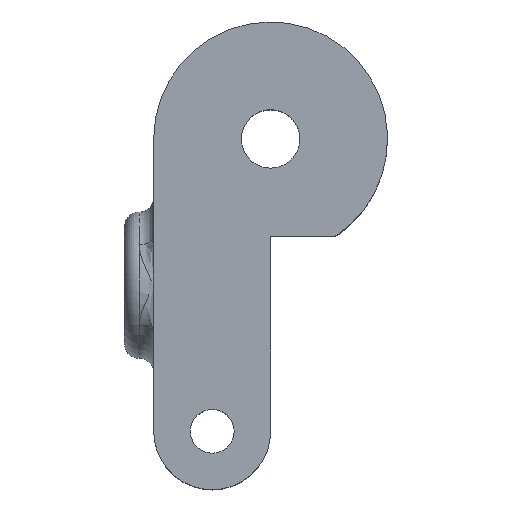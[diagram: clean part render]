
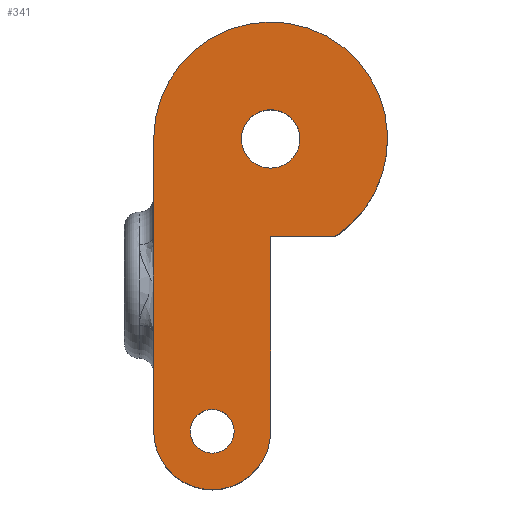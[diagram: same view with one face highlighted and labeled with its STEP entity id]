
A CAD part, top view. The second image highlights one B-rep face of the part: STEP entity #341.
In plain terms, the highlighted planar face has unit normal (0, 0, 1).
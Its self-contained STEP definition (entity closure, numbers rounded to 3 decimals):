
#17=FACE_BOUND('',#80,.T.);
#18=FACE_BOUND('',#81,.T.);
#25=PLANE('',#392);
#56=FACE_OUTER_BOUND('',#79,.T.);
#79=EDGE_LOOP('',(#288,#289,#290,#291,#292,#293,#294,#295));
#80=EDGE_LOOP('',(#296));
#81=EDGE_LOOP('',(#297));
#90=LINE('',#615,#108);
#91=LINE('',#657,#109);
#95=LINE('',#724,#113);
#96=LINE('',#736,#114);
#100=LINE('',#764,#118);
#102=LINE('',#770,#120);
#108=VECTOR('',#427,10.);
#109=VECTOR('',#438,10.);
#113=VECTOR('',#450,10.);
#114=VECTOR('',#467,10.);
#118=VECTOR('',#473,10.);
#120=VECTOR('',#479,10.);
#124=CIRCLE('',#361,1.);
#125=CIRCLE('',#363,0.75);
#143=CIRCLE('',#393,4.);
#144=CIRCLE('',#394,2.);
#148=VERTEX_POINT('',#506);
#149=VERTEX_POINT('',#510);
#154=VERTEX_POINT('',#521);
#156=VERTEX_POINT('',#606);
#157=VERTEX_POINT('',#617);
#163=VERTEX_POINT('',#722);
#166=VERTEX_POINT('',#735);
#170=VERTEX_POINT('',#744);
#171=VERTEX_POINT('',#763);
#173=VERTEX_POINT('',#769);
#177=EDGE_CURVE('',#148,#148,#124,.T.);
#178=EDGE_CURVE('',#149,#149,#125,.T.);
#188=EDGE_CURVE('',#156,#154,#90,.T.);
#193=EDGE_CURVE('',#157,#156,#91,.T.);
#201=EDGE_CURVE('',#163,#157,#95,.T.);
#206=EDGE_CURVE('',#154,#166,#96,.T.);
#211=EDGE_CURVE('',#171,#170,#100,.T.);
#214=EDGE_CURVE('',#171,#173,#102,.T.);
#218=EDGE_CURVE('',#166,#170,#143,.T.);
#219=EDGE_CURVE('',#173,#163,#144,.T.);
#288=ORIENTED_EDGE('',*,*,#214,.F.);
#289=ORIENTED_EDGE('',*,*,#211,.T.);
#290=ORIENTED_EDGE('',*,*,#218,.F.);
#291=ORIENTED_EDGE('',*,*,#206,.F.);
#292=ORIENTED_EDGE('',*,*,#188,.F.);
#293=ORIENTED_EDGE('',*,*,#193,.F.);
#294=ORIENTED_EDGE('',*,*,#201,.F.);
#295=ORIENTED_EDGE('',*,*,#219,.F.);
#296=ORIENTED_EDGE('',*,*,#177,.T.);
#297=ORIENTED_EDGE('',*,*,#178,.T.);
#341=ADVANCED_FACE('',(#56,#17,#18),#25,.T.);
#361=AXIS2_PLACEMENT_3D('',#508,#407,#408);
#363=AXIS2_PLACEMENT_3D('',#511,#411,#412);
#392=AXIS2_PLACEMENT_3D('',#776,#486,#487);
#393=AXIS2_PLACEMENT_3D('',#777,#488,#489);
#394=AXIS2_PLACEMENT_3D('',#778,#490,#491);
#407=DIRECTION('center_axis',(0.,0.,-1.));
#408=DIRECTION('ref_axis',(-1.,0.,0.));
#411=DIRECTION('center_axis',(0.,0.,-1.));
#412=DIRECTION('ref_axis',(-1.,0.,0.));
#427=DIRECTION('',(0.,1.,0.));
#438=DIRECTION('',(0.,1.,0.));
#450=DIRECTION('',(0.,1.,0.));
#467=DIRECTION('',(0.,1.,0.));
#473=DIRECTION('',(1.,0.,0.));
#479=DIRECTION('',(0.,-1.,0.));
#486=DIRECTION('center_axis',(0.,0.,1.));
#487=DIRECTION('ref_axis',(1.,0.,0.));
#488=DIRECTION('center_axis',(0.,0.,-1.));
#489=DIRECTION('ref_axis',(0.,-1.,0.));
#490=DIRECTION('center_axis',(0.,0.,-1.));
#491=DIRECTION('ref_axis',(-1.,0.,0.));
#506=CARTESIAN_POINT('',(-45.,46.,5.5));
#508=CARTESIAN_POINT('Origin',(-46.,46.,5.5));
#510=CARTESIAN_POINT('',(-47.25,36.,5.5));
#511=CARTESIAN_POINT('Origin',(-48.,36.,5.5));
#521=CARTESIAN_POINT('',(-50.,42.658,5.5));
#606=CARTESIAN_POINT('',(-50.,41.,5.5));
#615=CARTESIAN_POINT('',(-50.,44.,5.5));
#617=CARTESIAN_POINT('',(-50.,39.342,5.5));
#657=CARTESIAN_POINT('',(-50.,44.,5.5));
#722=CARTESIAN_POINT('',(-50.,36.,5.5));
#724=CARTESIAN_POINT('',(-50.,44.,5.5));
#735=CARTESIAN_POINT('',(-50.,46.,5.5));
#736=CARTESIAN_POINT('',(-50.,44.,5.5));
#744=CARTESIAN_POINT('',(-43.802,42.658,5.5));
#763=CARTESIAN_POINT('',(-46.,42.658,5.5));
#764=CARTESIAN_POINT('',(-46.,42.658,5.5));
#769=CARTESIAN_POINT('',(-46.,36.,5.5));
#770=CARTESIAN_POINT('',(-46.,39.,5.5));
#776=CARTESIAN_POINT('Origin',(-46.,42.,5.5));
#777=CARTESIAN_POINT('Origin',(-46.,46.,5.5));
#778=CARTESIAN_POINT('Origin',(-48.,36.,5.5));
